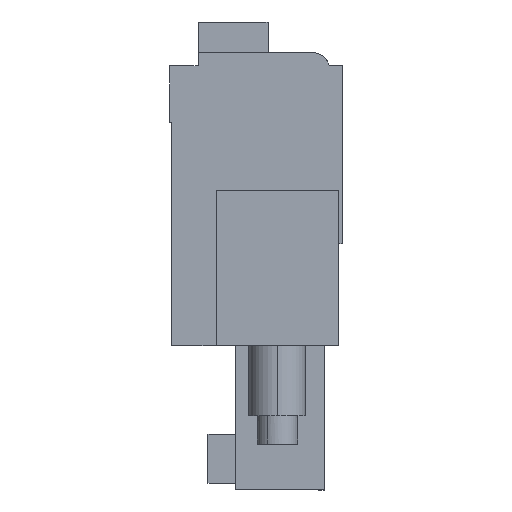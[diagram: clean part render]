
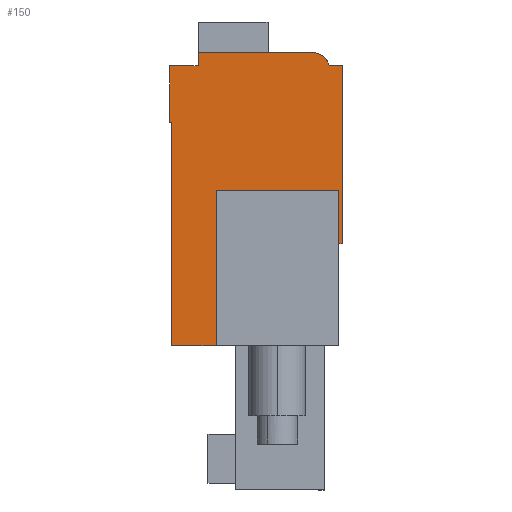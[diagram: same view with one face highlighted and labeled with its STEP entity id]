
A CAD part, left-side view. The second image highlights one B-rep face of the part: STEP entity #150.
In plain terms, the highlighted planar face has unit normal (-1, 0, 0).
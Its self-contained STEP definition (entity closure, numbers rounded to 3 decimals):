
#34=AXIS2_PLACEMENT_3D('Plane Axis2P3D',#31,#32,#33) ;
#61=AXIS2_PLACEMENT_3D('Circle Axis2P3D',#59,#60,$) ;
#31=CARTESIAN_POINT('Axis2P3D Location',(4.8,7.9,0.)) ;
#36=CARTESIAN_POINT('Line Origine',(4.8,0.088,11.25)) ;
#40=CARTESIAN_POINT('Vertex',(4.8,0.175,11.25)) ;
#42=CARTESIAN_POINT('Vertex',(4.8,0.,11.25)) ;
#45=CARTESIAN_POINT('Line Origine',(4.8,0.,15.325)) ;
#49=CARTESIAN_POINT('Vertex',(4.8,0.,19.4)) ;
#52=CARTESIAN_POINT('Line Origine',(4.8,0.3,19.4)) ;
#56=CARTESIAN_POINT('Vertex',(4.8,0.6,19.4)) ;
#59=CARTESIAN_POINT('Axis2P3D Location',(4.8,1.375,19.2)) ;
#63=CARTESIAN_POINT('Vertex',(4.8,1.375,20.)) ;
#66=CARTESIAN_POINT('Line Origine',(4.8,3.987,20.)) ;
#70=CARTESIAN_POINT('Vertex',(4.8,6.6,20.)) ;
#73=CARTESIAN_POINT('Line Origine',(4.8,6.6,19.7)) ;
#77=CARTESIAN_POINT('Vertex',(4.8,6.6,19.4)) ;
#80=CARTESIAN_POINT('Line Origine',(4.8,7.25,19.4)) ;
#84=CARTESIAN_POINT('Vertex',(4.8,7.9,19.4)) ;
#87=CARTESIAN_POINT('Line Origine',(4.8,7.9,18.1)) ;
#91=CARTESIAN_POINT('Vertex',(4.8,7.9,16.8)) ;
#94=CARTESIAN_POINT('Line Origine',(4.8,7.85,16.8)) ;
#98=CARTESIAN_POINT('Vertex',(4.8,7.8,16.8)) ;
#101=CARTESIAN_POINT('Line Origine',(4.8,7.8,11.7)) ;
#105=CARTESIAN_POINT('Vertex',(4.8,7.8,6.6)) ;
#108=CARTESIAN_POINT('Line Origine',(4.8,6.788,6.6)) ;
#112=CARTESIAN_POINT('Vertex',(4.8,5.775,6.6)) ;
#115=CARTESIAN_POINT('Line Origine',(4.8,5.775,10.15)) ;
#119=CARTESIAN_POINT('Vertex',(4.8,5.775,13.7)) ;
#122=CARTESIAN_POINT('Line Origine',(4.8,2.975,13.7)) ;
#126=CARTESIAN_POINT('Vertex',(4.8,0.175,13.7)) ;
#129=CARTESIAN_POINT('Line Origine',(4.8,0.175,12.475)) ;
#32=DIRECTION('Axis2P3D Direction',(-1.,0.,0.)) ;
#33=DIRECTION('Axis2P3D XDirection',(0.,-1.,0.)) ;
#37=DIRECTION('Vector Direction',(0.,1.,0.)) ;
#46=DIRECTION('Vector Direction',(0.,0.,-1.)) ;
#53=DIRECTION('Vector Direction',(0.,1.,0.)) ;
#60=DIRECTION('Axis2P3D Direction',(-1.,0.,0.)) ;
#67=DIRECTION('Vector Direction',(0.,-1.,0.)) ;
#74=DIRECTION('Vector Direction',(0.,0.,-1.)) ;
#81=DIRECTION('Vector Direction',(0.,1.,0.)) ;
#88=DIRECTION('Vector Direction',(0.,0.,-1.)) ;
#95=DIRECTION('Vector Direction',(0.,-1.,0.)) ;
#102=DIRECTION('Vector Direction',(0.,0.,-1.)) ;
#109=DIRECTION('Vector Direction',(0.,-1.,0.)) ;
#116=DIRECTION('Vector Direction',(0.,0.,-1.)) ;
#123=DIRECTION('Vector Direction',(0.,-1.,0.)) ;
#130=DIRECTION('Vector Direction',(0.,0.,-1.)) ;
#38=VECTOR('Line Direction',#37,1.) ;
#47=VECTOR('Line Direction',#46,1.) ;
#54=VECTOR('Line Direction',#53,1.) ;
#68=VECTOR('Line Direction',#67,1.) ;
#75=VECTOR('Line Direction',#74,1.) ;
#82=VECTOR('Line Direction',#81,1.) ;
#89=VECTOR('Line Direction',#88,1.) ;
#96=VECTOR('Line Direction',#95,1.) ;
#103=VECTOR('Line Direction',#102,1.) ;
#110=VECTOR('Line Direction',#109,1.) ;
#117=VECTOR('Line Direction',#116,1.) ;
#124=VECTOR('Line Direction',#123,1.) ;
#131=VECTOR('Line Direction',#130,1.) ;
#135=ORIENTED_EDGE('',*,*,#44,.T.) ;
#136=ORIENTED_EDGE('',*,*,#51,.T.) ;
#137=ORIENTED_EDGE('',*,*,#58,.T.) ;
#138=ORIENTED_EDGE('',*,*,#65,.T.) ;
#139=ORIENTED_EDGE('',*,*,#72,.T.) ;
#140=ORIENTED_EDGE('',*,*,#79,.T.) ;
#141=ORIENTED_EDGE('',*,*,#86,.T.) ;
#142=ORIENTED_EDGE('',*,*,#93,.T.) ;
#143=ORIENTED_EDGE('',*,*,#100,.T.) ;
#144=ORIENTED_EDGE('',*,*,#107,.T.) ;
#145=ORIENTED_EDGE('',*,*,#114,.T.) ;
#146=ORIENTED_EDGE('',*,*,#121,.F.) ;
#147=ORIENTED_EDGE('',*,*,#128,.T.) ;
#148=ORIENTED_EDGE('',*,*,#133,.T.) ;
#150=ADVANCED_FACE('HOUSING',(#149),#35,.T.) ;
#62=CIRCLE('generated circle',#61,0.8) ;
#44=EDGE_CURVE('',#41,#43,#39,.F.) ;
#51=EDGE_CURVE('',#43,#50,#48,.F.) ;
#58=EDGE_CURVE('',#50,#57,#55,.T.) ;
#65=EDGE_CURVE('',#57,#64,#62,.T.) ;
#72=EDGE_CURVE('',#64,#71,#69,.F.) ;
#79=EDGE_CURVE('',#71,#78,#76,.T.) ;
#86=EDGE_CURVE('',#78,#85,#83,.T.) ;
#93=EDGE_CURVE('',#85,#92,#90,.T.) ;
#100=EDGE_CURVE('',#92,#99,#97,.T.) ;
#107=EDGE_CURVE('',#99,#106,#104,.T.) ;
#114=EDGE_CURVE('',#106,#113,#111,.T.) ;
#121=EDGE_CURVE('',#120,#113,#118,.T.) ;
#128=EDGE_CURVE('',#120,#127,#125,.T.) ;
#133=EDGE_CURVE('',#127,#41,#132,.T.) ;
#134=EDGE_LOOP('',(#135,#136,#137,#138,#139,#140,#141,#142,#143,#144,#145,#146,#147,#148)) ;
#149=FACE_OUTER_BOUND('',#134,.T.) ;
#39=LINE('Line',#36,#38) ;
#48=LINE('Line',#45,#47) ;
#55=LINE('Line',#52,#54) ;
#69=LINE('Line',#66,#68) ;
#76=LINE('Line',#73,#75) ;
#83=LINE('Line',#80,#82) ;
#90=LINE('Line',#87,#89) ;
#97=LINE('Line',#94,#96) ;
#104=LINE('Line',#101,#103) ;
#111=LINE('Line',#108,#110) ;
#118=LINE('Line',#115,#117) ;
#125=LINE('Line',#122,#124) ;
#132=LINE('Line',#129,#131) ;
#35=PLANE('',#34) ;
#41=VERTEX_POINT('',#40) ;
#43=VERTEX_POINT('',#42) ;
#50=VERTEX_POINT('',#49) ;
#57=VERTEX_POINT('',#56) ;
#64=VERTEX_POINT('',#63) ;
#71=VERTEX_POINT('',#70) ;
#78=VERTEX_POINT('',#77) ;
#85=VERTEX_POINT('',#84) ;
#92=VERTEX_POINT('',#91) ;
#99=VERTEX_POINT('',#98) ;
#106=VERTEX_POINT('',#105) ;
#113=VERTEX_POINT('',#112) ;
#120=VERTEX_POINT('',#119) ;
#127=VERTEX_POINT('',#126) ;
